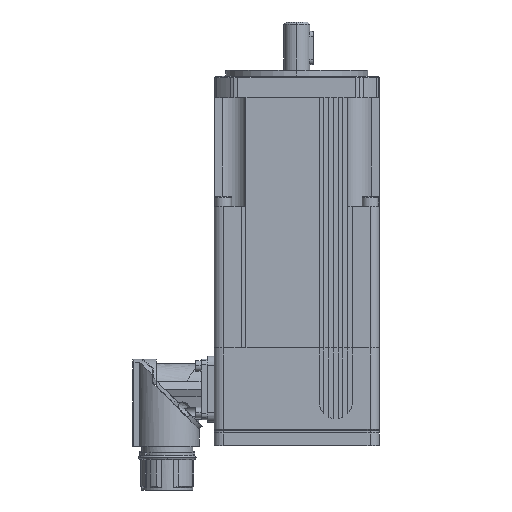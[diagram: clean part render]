
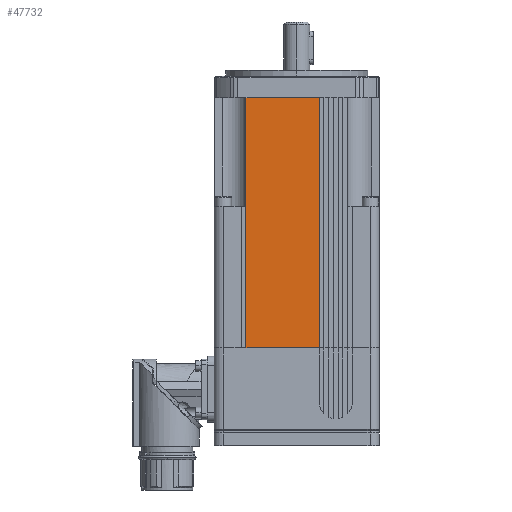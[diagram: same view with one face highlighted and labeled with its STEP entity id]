
A CAD part, left-side view. The second image highlights one B-rep face of the part: STEP entity #47732.
In plain terms, the highlighted planar face has unit normal (-1, 0, 0).
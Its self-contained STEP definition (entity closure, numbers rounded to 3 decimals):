
#16409=CARTESIAN_POINT('',(-35.,21.5,0.0));
#16410=VERTEX_POINT('',#16409);
#17848=CARTESIAN_POINT('',(-35.0,-9.5,0.0));
#17849=VERTEX_POINT('',#17848);
#18211=CARTESIAN_POINT('',(-35.,21.5,0.0));
#18212=DIRECTION('',(0.0,-1.0,0.0));
#18213=VECTOR('',#18212,31.);
#18214=LINE('',#18211,#18213);
#18215=EDGE_CURVE('',#16410,#17849,#18214,.T.);
#42697=CARTESIAN_POINT('',(-35.0,-9.5,106.));
#42698=VERTEX_POINT('',#42697);
#43491=CARTESIAN_POINT('',(-35.,21.5,106.));
#43492=VERTEX_POINT('',#43491);
#45852=CARTESIAN_POINT('',(-35.0,-9.5,106.));
#45853=DIRECTION('',(0.0,1.0,0.0));
#45854=VECTOR('',#45853,31.);
#45855=LINE('',#45852,#45854);
#45856=EDGE_CURVE('',#42698,#43492,#45855,.T.);
#47184=CARTESIAN_POINT('',(-35.,21.5,0.0));
#47185=DIRECTION('',(0.0,0.0,1.0));
#47186=VECTOR('',#47185,106.);
#47187=LINE('',#47184,#47186);
#47188=EDGE_CURVE('',#16410,#43492,#47187,.T.);
#47710=CARTESIAN_POINT('',(-35.0,-9.5,0.0));
#47711=DIRECTION('',(0.0,0.0,1.0));
#47712=VECTOR('',#47711,106.);
#47713=LINE('',#47710,#47712);
#47714=EDGE_CURVE('',#17849,#42698,#47713,.T.);
#47721=CARTESIAN_POINT('',(-35.0,-9.5,0.0));
#47722=DIRECTION('',(-1.0,0.0,0.0));
#47723=DIRECTION('',(0.0,0.0,1.0));
#47724=AXIS2_PLACEMENT_3D('',#47721,#47722,#47723);
#47725=PLANE('',#47724);
#47726=ORIENTED_EDGE('',*,*,#45856,.T.);
#47727=ORIENTED_EDGE('',*,*,#47188,.F.);
#47728=ORIENTED_EDGE('',*,*,#18215,.T.);
#47729=ORIENTED_EDGE('',*,*,#47714,.T.);
#47730=EDGE_LOOP('',(#47726,#47727,#47728,#47729));
#47731=FACE_OUTER_BOUND('',#47730,.T.);
#47732=ADVANCED_FACE('',(#47731),#47725,.T.);
